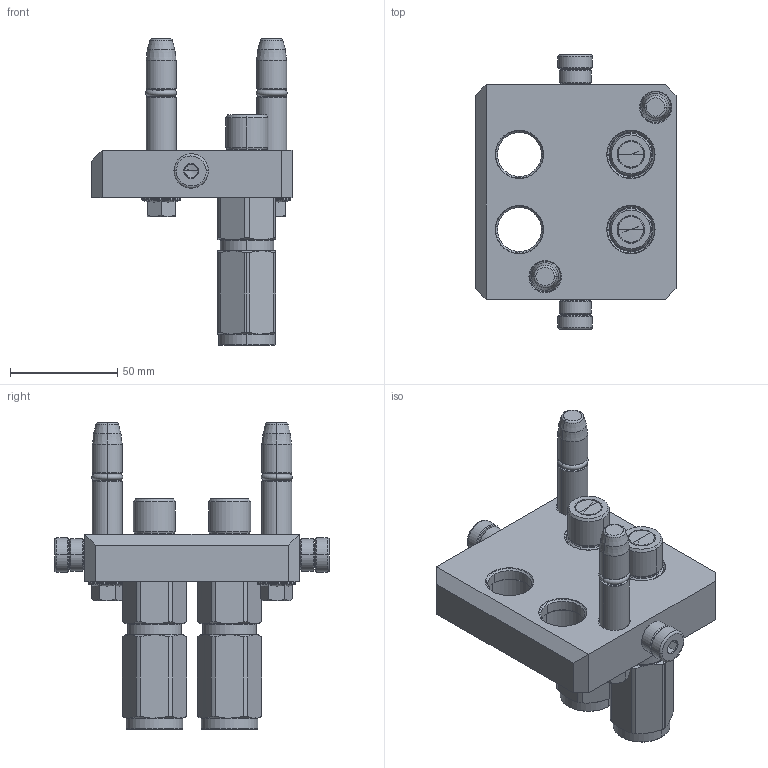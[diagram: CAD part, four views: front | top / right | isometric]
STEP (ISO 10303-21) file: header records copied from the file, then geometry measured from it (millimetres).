
FILE_DESCRIPTION (( 'STEP AP214' ), '1' );
FILE_NAME ('FASTER.step', '2022-05-25T03:45:08', ( '' ), ( '' ), 'SwSTEP 2.0', 'SolidWorks 2017', '' );
FILE_SCHEMA (( 'AUTOMOTIVE_DESIGN' ));
Length unit declared in the file: millimetre
Products named in the file (11): 3ffnp38_gas_m; FASTER; 4830_028_1000_002; 4830_013_3000_020; 1540_080_0008_000; 4830_021_0000_000; P406A_M_BASE; or2_62x9_19_m; 4860_010_0004_001; et002
Assembly tree (16 placements, depth 3):
  FASTER
    P406A_M_BASE
      4860_010_0004_001
      4830_021_0000_000  x2
      1540_080_0008_000  x2
      4830_013_3000_020  x2
      4830_028_1000_002  x2
      or2_62x9_19_m  x2
    3ffnp38_gas_m  x2
      3ffnp38_gas_m
    et002
Bounding box: 93.8 x 128 x 142.8 mm (x, y, z)
Volume: 1869.3 mm3; surface area: 78491.8 mm2
Topology: 5 solids, 40 shells, 1201 faces, 3295 edges, 2160 vertices
Faces by surface type: plane 633, cone 238, cylinder 216, torus 76, bspline 38
Entity records: 32060 total; most frequent: CARTESIAN_POINT 9060, ORIENTED_EDGE 4592, DIRECTION 4345, EDGE_CURVE 2414, VECTOR 1671, LINE 1671, VERTEX_POINT 1587, AXIS2_PLACEMENT_3D 1337
